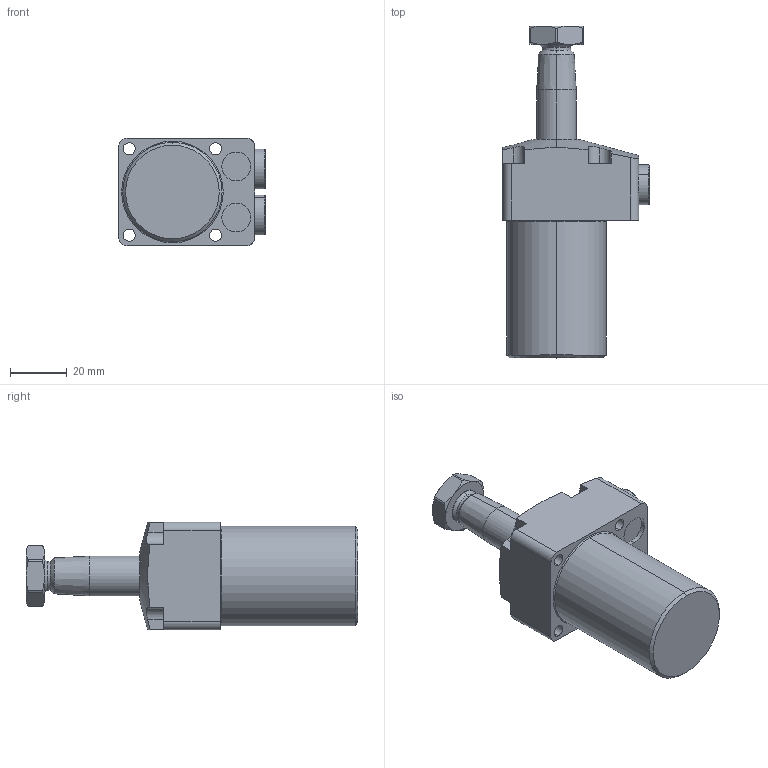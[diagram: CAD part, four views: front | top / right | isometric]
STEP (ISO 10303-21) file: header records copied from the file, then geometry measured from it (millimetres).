
FILE_DESCRIPTION (( 'STEP AP203' ), '1' );
FILE_NAME ('HCTU01-R.STEP', '2019-10-14T05:51:20', ( '微软用户' ), ( '微软中国' ), 'SwSTEP 2.0', 'SolidWorks 2012', '' );
FILE_SCHEMA (( 'CONFIG_CONTROL_DESIGN' ));
Length unit declared in the file: millimetre
Products named in the file (5): CTU01黑芛_______; HCTU01-R; CTU01蹟譫_______; CTU01活塞杆_______; CTU01掛极_______
Assembly tree (5 placements, depth 2):
  HCTU01-R
    CTU01掛极_______
    CTU01活塞杆_______
    CTU01蹟譫_______
    CTU01黑芛_______  x2
Bounding box: 51.8 x 117 x 38 mm (x, y, z)
Volume: 95768.7 mm3; surface area: 20471.4 mm2
Topology: 5 solids, 5 shells, 176 faces, 408 edges, 254 vertices
Faces by surface type: plane 65, cylinder 64, cone 40, torus 6, sphere 1
Entity records: 5270 total; most frequent: CARTESIAN_POINT 1157, DIRECTION 775, ORIENTED_EDGE 722, EDGE_CURVE 361, AXIS2_PLACEMENT_3D 308, VERTEX_POINT 226, EDGE_LOOP 175, VECTOR 159
